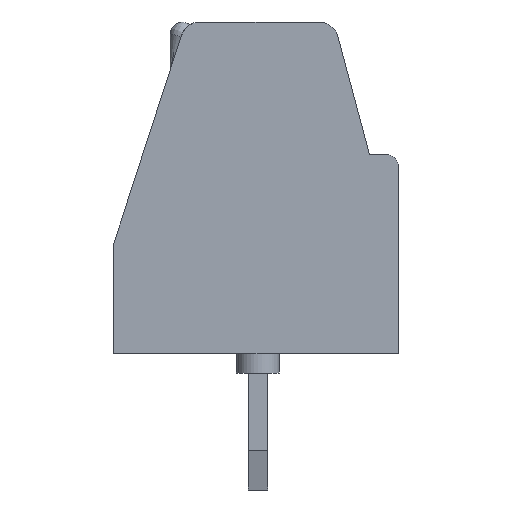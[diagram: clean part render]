
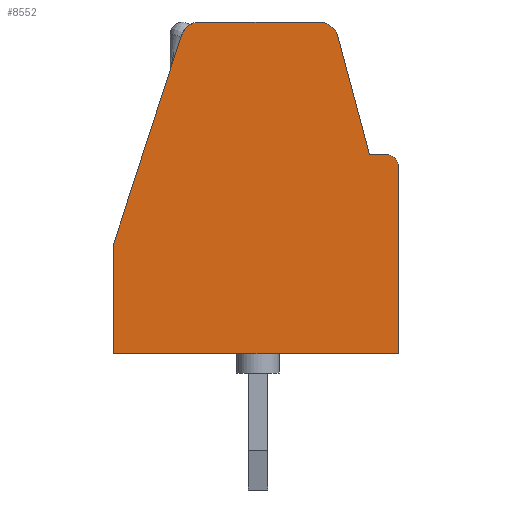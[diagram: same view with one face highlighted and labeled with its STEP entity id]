
A CAD part, left-side view. The second image highlights one B-rep face of the part: STEP entity #8552.
In plain terms, the highlighted planar face has unit normal (-1, 0, 0).
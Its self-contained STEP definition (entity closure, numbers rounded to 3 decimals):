
#227=LINE('',#12450,#1159);
#228=LINE('',#12454,#1160);
#229=LINE('',#12456,#1161);
#230=LINE('',#12460,#1162);
#231=LINE('',#12464,#1163);
#232=LINE('',#12466,#1164);
#233=LINE('',#12467,#1165);
#1159=VECTOR('',#9946,4.8);
#1160=VECTOR('',#9949,0.439);
#1161=VECTOR('',#9950,3.136);
#1162=VECTOR('',#9953,3.053);
#1163=VECTOR('',#9956,5.623);
#1164=VECTOR('',#9957,2.806);
#1165=VECTOR('',#9958,7.3);
#2249=FACE_OUTER_BOUND('',#2790,.T.);
#2790=EDGE_LOOP('',(#5683,#5684,#5685,#5686,#5687,#5688,#5689,#5690,#5691,
#5692));
#3392=CIRCLE('',#9146,0.3);
#3393=CIRCLE('',#9147,0.5);
#3394=CIRCLE('',#9148,0.5);
#3606=VERTEX_POINT('',#12448);
#3607=VERTEX_POINT('',#12449);
#3608=VERTEX_POINT('',#12451);
#3609=VERTEX_POINT('',#12453);
#3610=VERTEX_POINT('',#12455);
#3611=VERTEX_POINT('',#12457);
#3612=VERTEX_POINT('',#12459);
#3613=VERTEX_POINT('',#12461);
#3614=VERTEX_POINT('',#12463);
#3615=VERTEX_POINT('',#12465);
#4456=EDGE_CURVE('',#3606,#3607,#227,.T.);
#4457=EDGE_CURVE('',#3608,#3606,#3392,.T.);
#4458=EDGE_CURVE('',#3609,#3608,#228,.T.);
#4459=EDGE_CURVE('',#3610,#3609,#229,.T.);
#4460=EDGE_CURVE('',#3611,#3610,#3393,.T.);
#4461=EDGE_CURVE('',#3612,#3611,#230,.T.);
#4462=EDGE_CURVE('',#3613,#3612,#3394,.T.);
#4463=EDGE_CURVE('',#3614,#3613,#231,.T.);
#4464=EDGE_CURVE('',#3615,#3614,#232,.T.);
#4465=EDGE_CURVE('',#3607,#3615,#233,.T.);
#5683=ORIENTED_EDGE('',*,*,#4456,.F.);
#5684=ORIENTED_EDGE('',*,*,#4457,.F.);
#5685=ORIENTED_EDGE('',*,*,#4458,.F.);
#5686=ORIENTED_EDGE('',*,*,#4459,.F.);
#5687=ORIENTED_EDGE('',*,*,#4460,.F.);
#5688=ORIENTED_EDGE('',*,*,#4461,.F.);
#5689=ORIENTED_EDGE('',*,*,#4462,.F.);
#5690=ORIENTED_EDGE('',*,*,#4463,.F.);
#5691=ORIENTED_EDGE('',*,*,#4464,.F.);
#5692=ORIENTED_EDGE('',*,*,#4465,.F.);
#8128=PLANE('',#9145);
#8552=ADVANCED_FACE('',(#2249),#8128,.F.);
#9145=AXIS2_PLACEMENT_3D('',#12447,#9944,#9945);
#9146=AXIS2_PLACEMENT_3D('',#12452,#9947,#9948);
#9147=AXIS2_PLACEMENT_3D('',#12458,#9951,#9952);
#9148=AXIS2_PLACEMENT_3D('',#12462,#9954,#9955);
#9944=DIRECTION('center_axis',(1.,0.,0.));
#9945=DIRECTION('ref_axis',(0.,1.,0.));
#9946=DIRECTION('',(0.,0.,-1.));
#9947=DIRECTION('center_axis',(1.,0.,0.));
#9948=DIRECTION('ref_axis',(0.,1.,0.));
#9949=DIRECTION('',(0.,-1.,0.));
#9950=DIRECTION('',(0.,-0.259,-0.966));
#9951=DIRECTION('center_axis',(1.,0.,0.));
#9952=DIRECTION('ref_axis',(0.,1.,0.));
#9953=DIRECTION('',(0.,-1.,0.));
#9954=DIRECTION('center_axis',(1.,0.,0.));
#9955=DIRECTION('ref_axis',(0.,1.,0.));
#9956=DIRECTION('',(0.,-0.309,0.951));
#9957=DIRECTION('',(0.,0.,1.));
#9958=DIRECTION('',(0.,1.,0.));
#12447=CARTESIAN_POINT('Origin',(-22.86,31.355,-20.821));
#12448=CARTESIAN_POINT('',(-22.86,-3.6,4.8));
#12449=CARTESIAN_POINT('',(-22.86,-3.6,0.));
#12450=CARTESIAN_POINT('',(-22.86,-3.6,-43.475));
#12451=CARTESIAN_POINT('',(-22.86,-3.3,5.1));
#12452=CARTESIAN_POINT('Origin',(-22.86,-3.3,4.8));
#12453=CARTESIAN_POINT('',(-22.86,-2.861,5.1));
#12454=CARTESIAN_POINT('',(-22.86,-53.147,5.1));
#12455=CARTESIAN_POINT('',(-22.86,-2.049,8.129));
#12456=CARTESIAN_POINT('',(-22.86,-15.877,-43.475));
#12457=CARTESIAN_POINT('',(-22.86,-1.566,8.5));
#12458=CARTESIAN_POINT('Origin',(-22.86,-1.566,8.));
#12459=CARTESIAN_POINT('',(-22.86,1.487,8.5));
#12460=CARTESIAN_POINT('',(-22.86,-53.147,8.5));
#12461=CARTESIAN_POINT('',(-22.86,1.962,8.155));
#12462=CARTESIAN_POINT('Origin',(-22.86,1.487,8.));
#12463=CARTESIAN_POINT('',(-22.86,3.7,2.806));
#12464=CARTESIAN_POINT('',(-22.86,18.738,-43.475));
#12465=CARTESIAN_POINT('',(-22.86,3.7,0.));
#12466=CARTESIAN_POINT('',(-22.86,3.7,-43.475));
#12467=CARTESIAN_POINT('',(-22.86,-53.147,0.));
